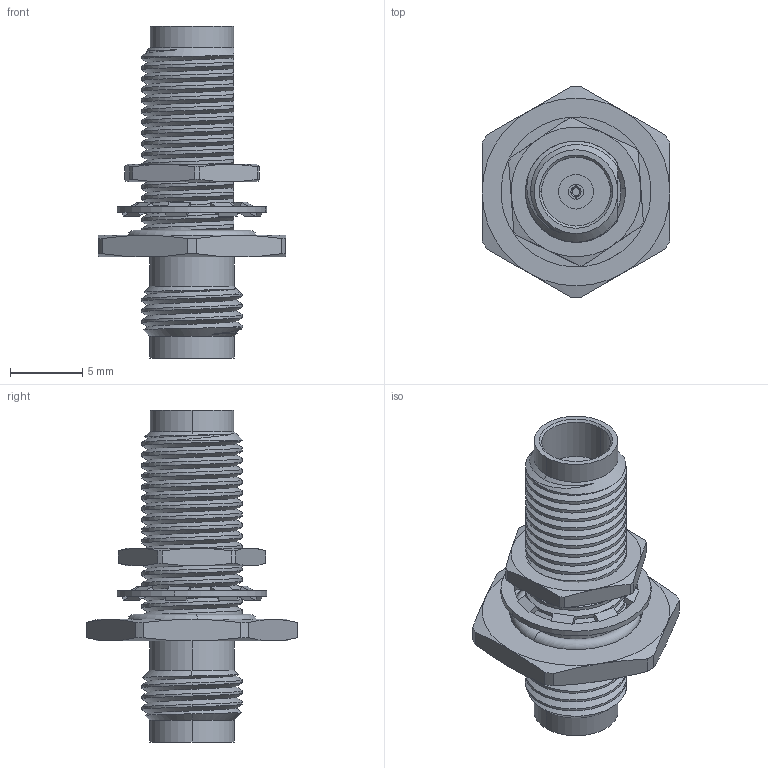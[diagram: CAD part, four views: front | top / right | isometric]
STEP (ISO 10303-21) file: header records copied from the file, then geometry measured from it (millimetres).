
FILE_DESCRIPTION (( 'STEP AP214' ), '1' );
FILE_NAME ('CT-2F2F-B-LN1.STEP', '2025-01-15T23:33:07', ( '' ), ( '' ), 'SwSTEP 2.0', 'SolidWorks 2021', '' );
FILE_SCHEMA (( 'AUTOMOTIVE_DESIGN' ));
Length unit declared in the file: inch
Products named in the file (1): CT-2F2F-B-LN1
Bounding box: 13 x 14.66 x 23 mm (x, y, z)
Volume: 837.8 mm3; surface area: 1487.8 mm2
Topology: 4 solids, 4 shells, 278 faces, 734 edges, 473 vertices
Faces by surface type: plane 114, cylinder 75, cone 47, bspline 38, torus 4
Entity records: 32515 total; most frequent: CARTESIAN_POINT 26094, ORIENTED_EDGE 1468, DIRECTION 1154, EDGE_CURVE 734, VERTEX_POINT 473, AXIS2_PLACEMENT_3D 405, VECTOR 344, LINE 344
